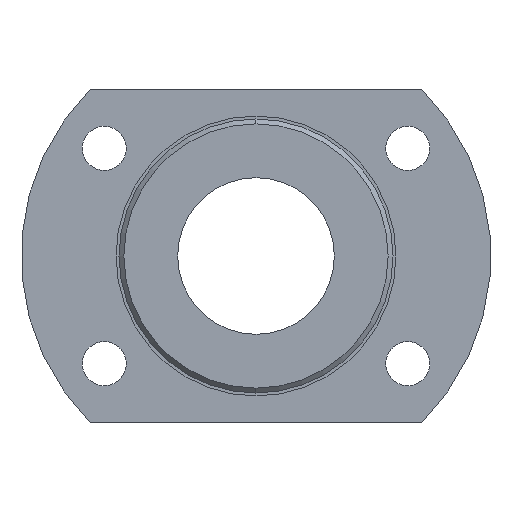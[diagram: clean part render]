
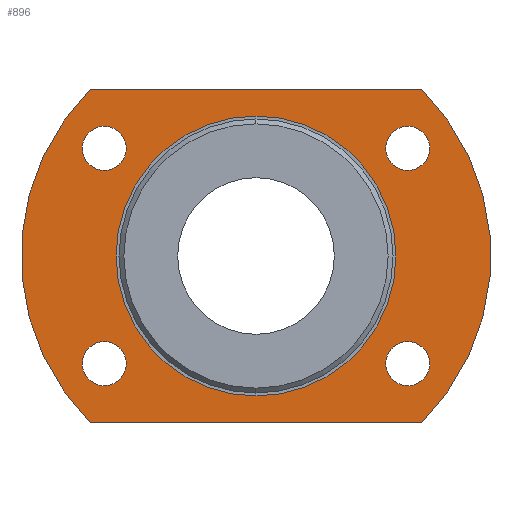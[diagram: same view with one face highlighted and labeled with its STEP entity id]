
A CAD part, left-side view. The second image highlights one B-rep face of the part: STEP entity #896.
In plain terms, the highlighted planar face has unit normal (-1, 0, 0).
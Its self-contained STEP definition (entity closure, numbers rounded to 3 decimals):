
#28 = CIRCLE ( 'NONE', #348, 14.3 ) ;
#33 = CIRCLE ( 'NONE', #340, 2.25 ) ;
#64 = DIRECTION ( 'NONE',  ( 0., 0., -1. ) ) ;
#114 = CARTESIAN_POINT ( 'NONE',  ( 0., 14., -17. ) ) ;
#116 = DIRECTION ( 'NONE',  ( 0., -1., 0. ) ) ;
#123 = DIRECTION ( 'NONE',  ( 1., 0., 0. ) ) ;
#127 = DIRECTION ( 'NONE',  ( 0., 0., -1. ) ) ;
#132 = CARTESIAN_POINT ( 'NONE',  ( 0., -15.5, 11. ) ) ;
#149 = DIRECTION ( 'NONE',  ( 0., 0., -1. ) ) ;
#150 = CARTESIAN_POINT ( 'NONE',  ( 0., 14., 17. ) ) ;
#161 = DIRECTION ( 'NONE',  ( 0., 0., -1. ) ) ;
#168 = DIRECTION ( 'NONE',  ( 1., 0., 0. ) ) ;
#172 = DIRECTION ( 'NONE',  ( 0., 0., -1. ) ) ;
#175 = DIRECTION ( 'NONE',  ( 0., 0., -1. ) ) ;
#183 = DIRECTION ( 'NONE',  ( 0., 1., 0. ) ) ;
#184 = DIRECTION ( 'NONE',  ( 1., 0., 0. ) ) ;
#256 = CARTESIAN_POINT ( 'NONE',  ( 0., -15.5, -11. ) ) ;
#261 = DIRECTION ( 'NONE',  ( 1., 0., 0. ) ) ;
#265 = PLANE ( 'NONE',  #374 ) ;
#273 = DIRECTION ( 'NONE',  ( 0., 0., -1. ) ) ;
#274 = DIRECTION ( 'NONE',  ( 1., 0., 0. ) ) ;
#275 = CARTESIAN_POINT ( 'NONE',  ( 0., 15.5, -11. ) ) ;
#277 = CARTESIAN_POINT ( 'NONE',  ( 0., 14., 0. ) ) ;
#283 = DIRECTION ( 'NONE',  ( 1., 0., 0. ) ) ;
#287 = DIRECTION ( 'NONE',  ( 1., 0., 0. ) ) ;
#297 = CARTESIAN_POINT ( 'NONE',  ( 0., 15.5, 11. ) ) ;
#298 = CARTESIAN_POINT ( 'NONE',  ( 0., -15.5, -11. ) ) ;
#299 = CARTESIAN_POINT ( 'NONE',  ( 0., 0., 0. ) ) ;
#320 = AXIS2_PLACEMENT_3D ( 'NONE', #1540, #1552, #1521 ) ;
#326 = AXIS2_PLACEMENT_3D ( 'NONE', #1448, #1416, #1415 ) ;
#340 = AXIS2_PLACEMENT_3D ( 'NONE', #1412, #1411, #1410 ) ;
#348 = AXIS2_PLACEMENT_3D ( 'NONE', #1256, #1253, #1252 ) ;
#354 = AXIS2_PLACEMENT_3D ( 'NONE', #1224, #1217, #1216 ) ;
#360 = AXIS2_PLACEMENT_3D ( 'NONE', #256, #261, #161 ) ;
#362 = AXIS2_PLACEMENT_3D ( 'NONE', #1173, #894, #895 ) ;
#374 = AXIS2_PLACEMENT_3D ( 'NONE', #277, #283, #64 ) ;
#415 = AXIS2_PLACEMENT_3D ( 'NONE', #299, #274, #273 ) ;
#418 = AXIS2_PLACEMENT_3D ( 'NONE', #297, #184, #175 ) ;
#419 = AXIS2_PLACEMENT_3D ( 'NONE', #275, #123, #149 ) ;
#420 = AXIS2_PLACEMENT_3D ( 'NONE', #132, #168, #172 ) ;
#429 = AXIS2_PLACEMENT_3D ( 'NONE', #298, #287, #127 ) ;
#499 = VERTEX_POINT ( 'NONE', #1488 ) ;
#500 = VERTEX_POINT ( 'NONE', #1493 ) ;
#508 = VERTEX_POINT ( 'NONE', #1419 ) ;
#512 = VERTEX_POINT ( 'NONE', #1483 ) ;
#513 = VERTEX_POINT ( 'NONE', #1423 ) ;
#515 = VERTEX_POINT ( 'NONE', #1402 ) ;
#516 = VERTEX_POINT ( 'NONE', #1461 ) ;
#517 = VERTEX_POINT ( 'NONE', #1466 ) ;
#521 = VERTEX_POINT ( 'NONE', #1446 ) ;
#522 = VERTEX_POINT ( 'NONE', #1476 ) ;
#526 = VERTEX_POINT ( 'NONE', #1436 ) ;
#529 = VERTEX_POINT ( 'NONE', #1454 ) ;
#536 = VERTEX_POINT ( 'NONE', #1516 ) ;
#562 = VERTEX_POINT ( 'NONE', #1474 ) ;
#574 = ORIENTED_EDGE ( 'NONE', *, *, #946, .T. ) ;
#585 = ORIENTED_EDGE ( 'NONE', *, *, #948, .T. ) ;
#589 = EDGE_LOOP ( 'NONE', ( #690, #598 ) ) ;
#591 = ORIENTED_EDGE ( 'NONE', *, *, #947, .T. ) ;
#597 = ORIENTED_EDGE ( 'NONE', *, *, #744, .T. ) ;
#598 = ORIENTED_EDGE ( 'NONE', *, *, #1106, .T. ) ;
#607 = ORIENTED_EDGE ( 'NONE', *, *, #950, .T. ) ;
#620 = EDGE_LOOP ( 'NONE', ( #574, #649 ) ) ;
#630 = ORIENTED_EDGE ( 'NONE', *, *, #727, .T. ) ;
#639 = ORIENTED_EDGE ( 'NONE', *, *, #945, .T. ) ;
#649 = ORIENTED_EDGE ( 'NONE', *, *, #709, .T. ) ;
#651 = ORIENTED_EDGE ( 'NONE', *, *, #883, .T. ) ;
#652 = ORIENTED_EDGE ( 'NONE', *, *, #942, .T. ) ;
#653 = ORIENTED_EDGE ( 'NONE', *, *, #755, .T. ) ;
#663 = EDGE_LOOP ( 'NONE', ( #591, #630 ) ) ;
#668 = EDGE_LOOP ( 'NONE', ( #585, #693 ) ) ;
#679 = EDGE_LOOP ( 'NONE', ( #653, #639, #651, #607 ) ) ;
#689 = EDGE_LOOP ( 'NONE', ( #652, #597 ) ) ;
#690 = ORIENTED_EDGE ( 'NONE', *, *, #888, .T. ) ;
#693 = ORIENTED_EDGE ( 'NONE', *, *, #698, .T. ) ;
#698 = EDGE_CURVE ( 'NONE', #500, #521, #774, .T. ) ;
#709 = EDGE_CURVE ( 'NONE', #512, #516, #828, .T. ) ;
#727 = EDGE_CURVE ( 'NONE', #562, #536, #33, .T. ) ;
#744 = EDGE_CURVE ( 'NONE', #508, #517, #28, .T. ) ;
#755 = EDGE_CURVE ( 'NONE', #529, #526, #1110, .T. ) ;
#774 = CIRCLE ( 'NONE', #320, 2.25 ) ;
#828 = CIRCLE ( 'NONE', #326, 2.25 ) ;
#883 = EDGE_CURVE ( 'NONE', #515, #522, #1108, .T. ) ;
#888 = EDGE_CURVE ( 'NONE', #499, #513, #1161, .T. ) ;
#894 = DIRECTION ( 'NONE',  ( -1., 0., 0. ) ) ;
#895 = DIRECTION ( 'NONE',  ( 0., 0., 1. ) ) ;
#896 = ADVANCED_FACE ( 'NONE', ( #1107, #1163, #1146, #1151, #1147, #1127 ), #265, .F. ) ;
#942 = EDGE_CURVE ( 'NONE', #517, #508, #1328, .T. ) ;
#945 = EDGE_CURVE ( 'NONE', #526, #515, #1324, .T. ) ;
#946 = EDGE_CURVE ( 'NONE', #516, #512, #1333, .T. ) ;
#947 = EDGE_CURVE ( 'NONE', #536, #562, #1334, .T. ) ;
#948 = EDGE_CURVE ( 'NONE', #521, #500, #1336, .T. ) ;
#950 = EDGE_CURVE ( 'NONE', #522, #529, #1331, .T. ) ;
#1106 = EDGE_CURVE ( 'NONE', #513, #499, #1346, .T. ) ;
#1107 = FACE_BOUND ( 'NONE', #663, .T. ) ;
#1108 = CIRCLE ( 'NONE', #362, 24. ) ;
#1110 = CIRCLE ( 'NONE', #354, 24. ) ;
#1127 = FACE_OUTER_BOUND ( 'NONE', #679, .T. ) ;
#1146 = FACE_BOUND ( 'NONE', #620, .T. ) ;
#1147 = FACE_BOUND ( 'NONE', #689, .T. ) ;
#1151 = FACE_BOUND ( 'NONE', #589, .T. ) ;
#1161 = CIRCLE ( 'NONE', #360, 2.25 ) ;
#1163 = FACE_BOUND ( 'NONE', #668, .T. ) ;
#1173 = CARTESIAN_POINT ( 'NONE',  ( 0., 0., 0. ) ) ;
#1216 = DIRECTION ( 'NONE',  ( 0., 0., 1. ) ) ;
#1217 = DIRECTION ( 'NONE',  ( -1., 0., 0. ) ) ;
#1224 = CARTESIAN_POINT ( 'NONE',  ( 0., 0., 0. ) ) ;
#1252 = DIRECTION ( 'NONE',  ( 0., 0., -1. ) ) ;
#1253 = DIRECTION ( 'NONE',  ( 1., 0., 0. ) ) ;
#1256 = CARTESIAN_POINT ( 'NONE',  ( 0., 0., 0. ) ) ;
#1324 = LINE ( 'NONE', #150, #1329 ) ;
#1328 = CIRCLE ( 'NONE', #415, 14.3 ) ;
#1329 = VECTOR ( 'NONE', #183, 1000. ) ;
#1331 = LINE ( 'NONE', #114, #1335 ) ;
#1333 = CIRCLE ( 'NONE', #419, 2.25 ) ;
#1334 = CIRCLE ( 'NONE', #418, 2.25 ) ;
#1335 = VECTOR ( 'NONE', #116, 1000. ) ;
#1336 = CIRCLE ( 'NONE', #420, 2.25 ) ;
#1346 = CIRCLE ( 'NONE', #429, 2.25 ) ;
#1402 = CARTESIAN_POINT ( 'NONE',  ( 0., 16.941, 17. ) ) ;
#1410 = DIRECTION ( 'NONE',  ( 0., 0., -1. ) ) ;
#1411 = DIRECTION ( 'NONE',  ( 1., 0., 0. ) ) ;
#1412 = CARTESIAN_POINT ( 'NONE',  ( 0., 15.5, 11. ) ) ;
#1415 = DIRECTION ( 'NONE',  ( 0., 0., -1. ) ) ;
#1416 = DIRECTION ( 'NONE',  ( 1., 0., 0. ) ) ;
#1419 = CARTESIAN_POINT ( 'NONE',  ( 0., 0., 14.3 ) ) ;
#1423 = CARTESIAN_POINT ( 'NONE',  ( 0., -15.5, -8.75 ) ) ;
#1436 = CARTESIAN_POINT ( 'NONE',  ( 0., -16.941, 17. ) ) ;
#1446 = CARTESIAN_POINT ( 'NONE',  ( 0., -15.5, 8.75 ) ) ;
#1448 = CARTESIAN_POINT ( 'NONE',  ( 0., 15.5, -11. ) ) ;
#1454 = CARTESIAN_POINT ( 'NONE',  ( 0., -16.941, -17. ) ) ;
#1461 = CARTESIAN_POINT ( 'NONE',  ( 0., 15.5, -13.25 ) ) ;
#1466 = CARTESIAN_POINT ( 'NONE',  ( 0., 0., -14.3 ) ) ;
#1474 = CARTESIAN_POINT ( 'NONE',  ( 0., 15.5, 13.25 ) ) ;
#1476 = CARTESIAN_POINT ( 'NONE',  ( 0., 16.941, -17. ) ) ;
#1483 = CARTESIAN_POINT ( 'NONE',  ( 0., 15.5, -8.75 ) ) ;
#1488 = CARTESIAN_POINT ( 'NONE',  ( 0., -15.5, -13.25 ) ) ;
#1493 = CARTESIAN_POINT ( 'NONE',  ( 0., -15.5, 13.25 ) ) ;
#1516 = CARTESIAN_POINT ( 'NONE',  ( 0., 15.5, 8.75 ) ) ;
#1521 = DIRECTION ( 'NONE',  ( 0., 0., -1. ) ) ;
#1540 = CARTESIAN_POINT ( 'NONE',  ( 0., -15.5, 11. ) ) ;
#1552 = DIRECTION ( 'NONE',  ( 1., 0., 0. ) ) ;
